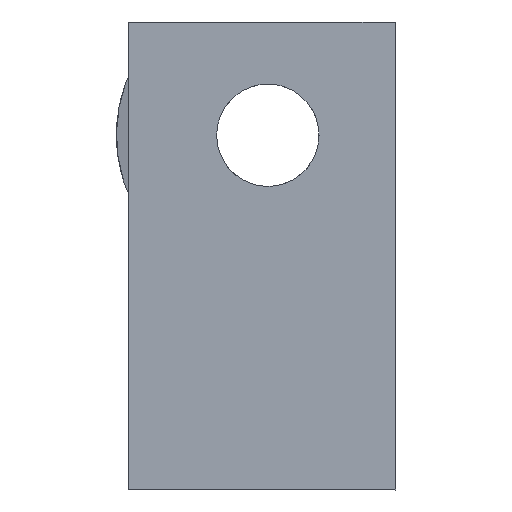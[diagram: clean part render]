
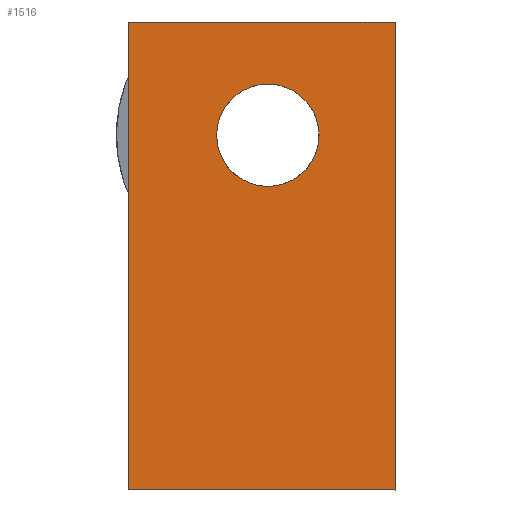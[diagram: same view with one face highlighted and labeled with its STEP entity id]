
A CAD part, left-side view. The second image highlights one B-rep face of the part: STEP entity #1516.
In plain terms, the highlighted planar face has unit normal (-1, 0, 0).
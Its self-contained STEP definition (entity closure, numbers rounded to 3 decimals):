
#24=FACE_BOUND('',#236,.T.);
#70=PLANE('',#1671);
#147=FACE_OUTER_BOUND('',#235,.T.);
#235=EDGE_LOOP('',(#1349,#1350,#1351,#1352,#1353,#1354,#1355));
#236=EDGE_LOOP('',(#1356));
#311=CIRCLE('',#1614,4.25);
#397=LINE('',#2456,#532);
#406=LINE('',#2474,#541);
#438=LINE('',#2592,#573);
#443=LINE('',#2612,#578);
#450=LINE('',#2660,#585);
#451=LINE('',#2661,#586);
#452=LINE('',#2662,#587);
#532=VECTOR('',#1949,10.);
#541=VECTOR('',#1968,10.);
#573=VECTOR('',#2056,10.);
#578=VECTOR('',#2067,10.);
#585=VECTOR('',#2092,10.);
#586=VECTOR('',#2093,10.);
#587=VECTOR('',#2094,10.);
#700=VERTEX_POINT('',#2417);
#714=VERTEX_POINT('',#2453);
#715=VERTEX_POINT('',#2455);
#719=VERTEX_POINT('',#2473);
#741=VERTEX_POINT('',#2589);
#742=VERTEX_POINT('',#2591);
#747=VERTEX_POINT('',#2610);
#751=VERTEX_POINT('',#2659);
#873=EDGE_CURVE('',#700,#700,#311,.T.);
#892=EDGE_CURVE('',#715,#714,#397,.T.);
#901=EDGE_CURVE('',#719,#715,#406,.T.);
#944=EDGE_CURVE('',#742,#741,#438,.T.);
#952=EDGE_CURVE('',#741,#747,#443,.T.);
#962=EDGE_CURVE('',#714,#751,#450,.T.);
#963=EDGE_CURVE('',#751,#742,#451,.T.);
#964=EDGE_CURVE('',#747,#719,#452,.T.);
#1349=ORIENTED_EDGE('',*,*,#962,.T.);
#1350=ORIENTED_EDGE('',*,*,#963,.T.);
#1351=ORIENTED_EDGE('',*,*,#944,.T.);
#1352=ORIENTED_EDGE('',*,*,#952,.T.);
#1353=ORIENTED_EDGE('',*,*,#964,.T.);
#1354=ORIENTED_EDGE('',*,*,#901,.T.);
#1355=ORIENTED_EDGE('',*,*,#892,.T.);
#1356=ORIENTED_EDGE('',*,*,#873,.T.);
#1516=ADVANCED_FACE('',(#147,#24),#70,.T.);
#1614=AXIS2_PLACEMENT_3D('',#2418,#1913,#1914);
#1671=AXIS2_PLACEMENT_3D('',#2658,#2090,#2091);
#1913=DIRECTION('center_axis',(1.,0.,0.));
#1914=DIRECTION('ref_axis',(0.,0.,1.));
#1949=DIRECTION('',(0.,1.,0.));
#1968=DIRECTION('',(0.,1.,0.));
#2056=DIRECTION('',(0.,0.,-1.));
#2067=DIRECTION('',(0.,-1.,0.));
#2090=DIRECTION('center_axis',(-1.,0.,0.));
#2091=DIRECTION('ref_axis',(0.,0.,1.));
#2092=DIRECTION('',(0.,1.,0.));
#2093=DIRECTION('',(0.,0.,-1.));
#2094=DIRECTION('',(0.,0.,1.));
#2417=CARTESIAN_POINT('',(-9.1,5.7,5.35));
#2418=CARTESIAN_POINT('Origin',(-9.1,5.7,9.6));
#2453=CARTESIAN_POINT('',(-9.1,-1.258,19.));
#2455=CARTESIAN_POINT('',(-9.1,-2.8,19.));
#2456=CARTESIAN_POINT('',(-9.1,-1.258,19.));
#2473=CARTESIAN_POINT('',(-9.1,-4.9,19.));
#2474=CARTESIAN_POINT('',(-9.1,-2.8,19.));
#2589=CARTESIAN_POINT('',(-9.1,17.3,-19.85));
#2591=CARTESIAN_POINT('',(-9.1,17.3,-17.75));
#2592=CARTESIAN_POINT('',(-9.1,17.3,-19.85));
#2610=CARTESIAN_POINT('',(-9.1,-4.9,-19.85));
#2612=CARTESIAN_POINT('',(-9.1,-4.9,-19.85));
#2658=CARTESIAN_POINT('Origin',(-9.1,6.2,-0.425));
#2659=CARTESIAN_POINT('',(-9.1,17.3,19.));
#2660=CARTESIAN_POINT('',(-9.1,-2.8,19.));
#2661=CARTESIAN_POINT('',(-9.1,17.3,19.));
#2662=CARTESIAN_POINT('',(-9.1,-4.9,19.));
